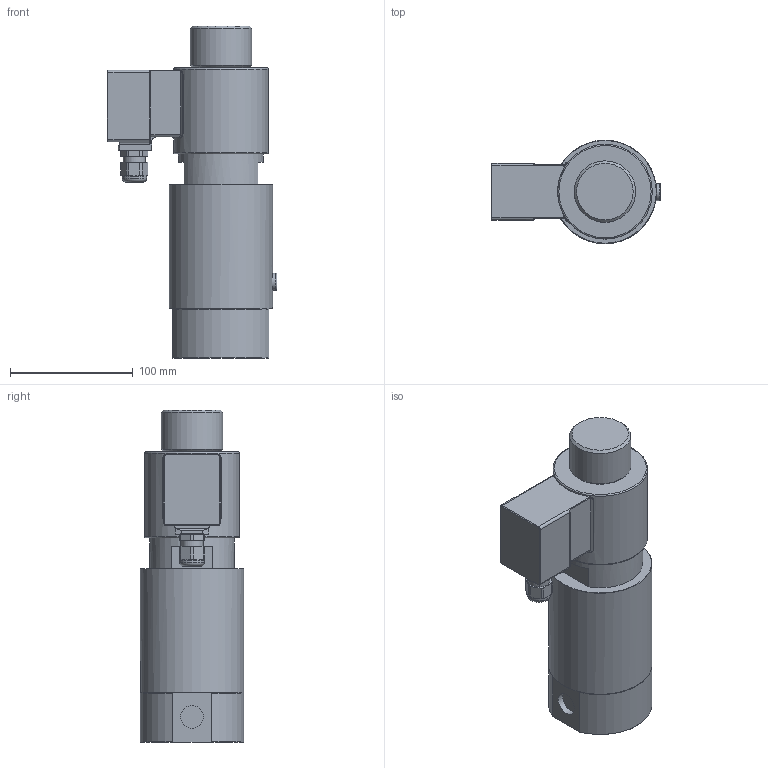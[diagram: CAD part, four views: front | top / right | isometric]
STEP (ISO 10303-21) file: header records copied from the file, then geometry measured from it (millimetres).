
FILE_DESCRIPTION(/* description */ ('3D-Modell_050.002419'),/* implementation_level */ '2;1');
FILE_NAME(/* name */ '050.002419_2-529-23-1315-.242-NO-1W.stp',/* time_stamp */ '2024-09-02T14:26:07+02:00',/* author */ ('TBartelsmeier'),/* organization */ (''),/* preprocessor_version */ 'ST-DEVELOPER v16.1',/* originating_system */ 'Autodesk Inventor 2016',/* authorisation */ '');
FILE_SCHEMA (('AUTOMOTIVE_DESIGN { 1 0 10303 214 3 1 1 }'));
Length unit declared in the file: millimetre
Products named in the file (1): 88-006571
Bounding box: 137.82 x 84 x 270 mm (x, y, z)
Volume: 1413369.7 mm3; surface area: 93426.4 mm2
Topology: 1 solids, 1 shells, 142 faces, 340 edges, 208 vertices
Faces by surface type: plane 57, cylinder 51, cone 18, torus 12, bspline 4
Full cylindrical faces by diameter (mm): 14 x1, 18 x1, 18.631 x2, 20 x1, 50 x1, 69 x1, 77 x1, 84 x1
Entity records: 4437 total; most frequent: CARTESIAN_POINT 1039, DIRECTION 671, ORIENTED_EDGE 636, EDGE_CURVE 318, AXIS2_PLACEMENT_3D 259, VERTEX_POINT 205, EDGE_LOOP 169, LINE 153
